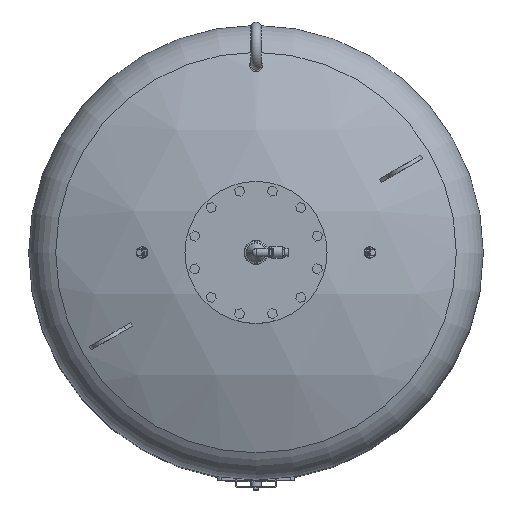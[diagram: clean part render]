
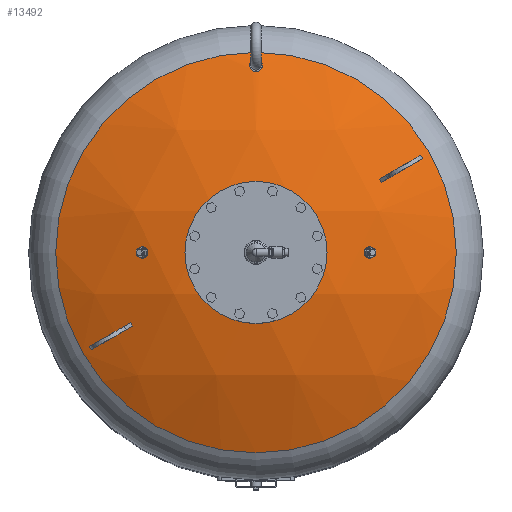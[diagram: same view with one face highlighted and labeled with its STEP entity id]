
A CAD part, top view. The second image highlights one B-rep face of the part: STEP entity #13492.
In plain terms, the highlighted spherical face has radius 1207 mm.
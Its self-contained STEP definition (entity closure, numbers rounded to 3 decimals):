
#29=SPHERICAL_SURFACE('',#14661,1207.);
#49=B_SPLINE_CURVE_WITH_KNOTS('',3,(#21598,#21599,#21600,#21601,#21602,
#21603,#21604,#21605,#21606,#21607,#21608,#21609,#21610,#21611,#21612,#21613,
#21614,#21615,#21616,#21617,#21618,#21619,#21620,#21621,#21622,#21623,#21624,
#21625,#21626,#21627,#21628,#21629,#21630,#21631,#21632,#21633,#21634,#21635,
#21636,#21637,#21638,#21639,#21640,#21641,#21642,#21643,#21644,#21645,#21646,
#21647,#21648,#21649,#21650,#21651,#21652,#21653,#21654,#21655,#21656,#21657,
#21658,#21659,#21660,#21661,#21662,#21663),.UNSPECIFIED.,.T.,.F.,(4,2,2,
2,2,2,2,2,2,2,2,2,2,2,2,2,2,2,2,2,2,2,2,2,2,2,2,2,2,2,2,2,4),(0.,3.499,
6.998,10.498,13.997,17.157,20.316,
23.476,26.635,29.795,32.955,36.114,
39.274,42.773,46.272,49.772,53.271,
56.767,60.263,63.759,67.255,70.414,
73.573,76.733,79.892,83.051,86.21,
89.37,92.529,96.025,99.521,103.017,
106.513),.UNSPECIFIED.);
#3686=FACE_BOUND('',#5318,.T.);
#4310=FACE_OUTER_BOUND('',#5317,.T.);
#5317=EDGE_LOOP('',(#11523));
#5318=EDGE_LOOP('',(#11524));
#6067=CIRCLE('',#14662,528.621);
#6989=VERTEX_POINT('',#21595);
#6990=VERTEX_POINT('',#21597);
#8597=EDGE_CURVE('',#6989,#6989,#6067,.T.);
#8598=EDGE_CURVE('',#6990,#6990,#49,.T.);
#11523=ORIENTED_EDGE('',*,*,#8597,.F.);
#11524=ORIENTED_EDGE('',*,*,#8598,.F.);
#13492=ADVANCED_FACE('',(#4310,#3686),#29,.T.);
#14661=AXIS2_PLACEMENT_3D('',#21594,#17562,#17563);
#14662=AXIS2_PLACEMENT_3D('',#21596,#17564,#17565);
#17562=DIRECTION('center_axis',(0.,-1.,0.));
#17563=DIRECTION('ref_axis',(-1.,0.,0.));
#17564=DIRECTION('center_axis',(0.,0.,
-1.));
#17565=DIRECTION('ref_axis',(1.,0.,0.));
#21594=CARTESIAN_POINT('Origin',(0.,0.,
1183.));
#21595=CARTESIAN_POINT('',(528.621,0.,2268.085));
#21596=CARTESIAN_POINT('Origin',(0.,0.,2268.085));
#21597=CARTESIAN_POINT('',(16.85,495.,2283.7));
#21598=CARTESIAN_POINT('Ctrl Pts',(16.85,495.,2283.7));
#21599=CARTESIAN_POINT('Ctrl Pts',(16.85,496.064,2283.221));
#21600=CARTESIAN_POINT('Ctrl Pts',(16.748,497.167,2282.725));
#21601=CARTESIAN_POINT('Ctrl Pts',(16.313,499.368,2281.734));
#21602=CARTESIAN_POINT('Ctrl Pts',(15.98,500.466,2281.239));
#21603=CARTESIAN_POINT('Ctrl Pts',(15.092,502.58,2280.286));
#21604=CARTESIAN_POINT('Ctrl Pts',(14.537,503.598,2279.827));
#21605=CARTESIAN_POINT('Ctrl Pts',(13.239,505.486,2278.974));
#21606=CARTESIAN_POINT('Ctrl Pts',(12.497,506.357,2278.581));
#21607=CARTESIAN_POINT('Ctrl Pts',(10.973,507.827,2277.916));
#21608=CARTESIAN_POINT('Ctrl Pts',(10.154,508.49,2277.617));
#21609=CARTESIAN_POINT('Ctrl Pts',(8.363,509.667,2277.084));
#21610=CARTESIAN_POINT('Ctrl Pts',(7.391,510.182,2276.851));
#21611=CARTESIAN_POINT('Ctrl Pts',(5.356,511.014,2276.474));
#21612=CARTESIAN_POINT('Ctrl Pts',(4.29,511.332,2276.331));
#21613=CARTESIAN_POINT('Ctrl Pts',(2.139,511.75,2276.141));
#21614=CARTESIAN_POINT('Ctrl Pts',(1.053,511.85,2276.096));
#21615=CARTESIAN_POINT('Ctrl Pts',(-1.053,511.85,2276.096));
#21616=CARTESIAN_POINT('Ctrl Pts',(-2.139,511.75,2276.141));
#21617=CARTESIAN_POINT('Ctrl Pts',(-4.29,511.332,2276.331));
#21618=CARTESIAN_POINT('Ctrl Pts',(-5.356,511.014,2276.474));
#21619=CARTESIAN_POINT('Ctrl Pts',(-7.391,510.182,2276.851));
#21620=CARTESIAN_POINT('Ctrl Pts',(-8.363,509.667,2277.084));
#21621=CARTESIAN_POINT('Ctrl Pts',(-10.154,508.49,2277.617));
#21622=CARTESIAN_POINT('Ctrl Pts',(-10.973,507.827,2277.916));
#21623=CARTESIAN_POINT('Ctrl Pts',(-12.497,506.357,2278.581));
#21624=CARTESIAN_POINT('Ctrl Pts',(-13.239,505.486,2278.974));
#21625=CARTESIAN_POINT('Ctrl Pts',(-14.537,503.598,2279.827));
#21626=CARTESIAN_POINT('Ctrl Pts',(-15.092,502.58,2280.286));
#21627=CARTESIAN_POINT('Ctrl Pts',(-15.98,500.466,2281.239));
#21628=CARTESIAN_POINT('Ctrl Pts',(-16.313,499.368,2281.734));
#21629=CARTESIAN_POINT('Ctrl Pts',(-16.748,497.167,2282.725));
#21630=CARTESIAN_POINT('Ctrl Pts',(-16.85,496.064,2283.221));
#21631=CARTESIAN_POINT('Ctrl Pts',(-16.85,493.937,2284.178));
#21632=CARTESIAN_POINT('Ctrl Pts',(-16.748,492.835,2284.673));
#21633=CARTESIAN_POINT('Ctrl Pts',(-16.313,490.635,2285.661));
#21634=CARTESIAN_POINT('Ctrl Pts',(-15.981,489.537,2286.154));
#21635=CARTESIAN_POINT('Ctrl Pts',(-15.094,487.423,2287.102));
#21636=CARTESIAN_POINT('Ctrl Pts',(-14.538,486.405,2287.558));
#21637=CARTESIAN_POINT('Ctrl Pts',(-13.242,484.517,2288.404));
#21638=CARTESIAN_POINT('Ctrl Pts',(-12.5,483.646,2288.794));
#21639=CARTESIAN_POINT('Ctrl Pts',(-10.975,482.175,2289.452));
#21640=CARTESIAN_POINT('Ctrl Pts',(-10.156,481.512,2289.749));
#21641=CARTESIAN_POINT('Ctrl Pts',(-8.364,480.333,2290.276));
#21642=CARTESIAN_POINT('Ctrl Pts',(-7.392,479.818,2290.506));
#21643=CARTESIAN_POINT('Ctrl Pts',(-5.356,478.986,2290.878));
#21644=CARTESIAN_POINT('Ctrl Pts',(-4.29,478.668,2291.02));
#21645=CARTESIAN_POINT('Ctrl Pts',(-2.139,478.25,2291.207));
#21646=CARTESIAN_POINT('Ctrl Pts',(-1.053,478.15,2291.252));
#21647=CARTESIAN_POINT('Ctrl Pts',(1.053,478.15,2291.252));
#21648=CARTESIAN_POINT('Ctrl Pts',(2.139,478.25,2291.207));
#21649=CARTESIAN_POINT('Ctrl Pts',(4.29,478.668,2291.02));
#21650=CARTESIAN_POINT('Ctrl Pts',(5.356,478.986,2290.878));
#21651=CARTESIAN_POINT('Ctrl Pts',(7.392,479.818,2290.506));
#21652=CARTESIAN_POINT('Ctrl Pts',(8.364,480.333,2290.276));
#21653=CARTESIAN_POINT('Ctrl Pts',(10.156,481.512,2289.749));
#21654=CARTESIAN_POINT('Ctrl Pts',(10.975,482.175,2289.452));
#21655=CARTESIAN_POINT('Ctrl Pts',(12.5,483.646,2288.794));
#21656=CARTESIAN_POINT('Ctrl Pts',(13.242,484.517,2288.404));
#21657=CARTESIAN_POINT('Ctrl Pts',(14.538,486.405,2287.558));
#21658=CARTESIAN_POINT('Ctrl Pts',(15.094,487.423,2287.102));
#21659=CARTESIAN_POINT('Ctrl Pts',(15.981,489.537,2286.154));
#21660=CARTESIAN_POINT('Ctrl Pts',(16.313,490.635,2285.661));
#21661=CARTESIAN_POINT('Ctrl Pts',(16.748,492.835,2284.673));
#21662=CARTESIAN_POINT('Ctrl Pts',(16.85,493.937,2284.178));
#21663=CARTESIAN_POINT('Ctrl Pts',(16.85,495.,2283.7));
